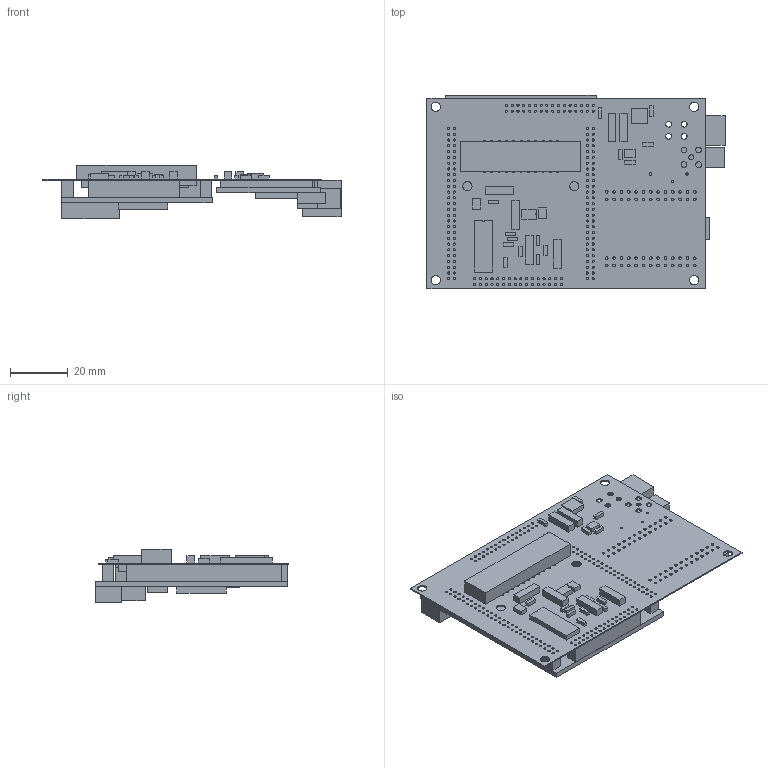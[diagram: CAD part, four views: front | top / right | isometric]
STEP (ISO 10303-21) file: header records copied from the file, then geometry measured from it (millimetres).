
FILE_DESCRIPTION(('Open CASCADE Model'),'2;1');
FILE_NAME('Open CASCADE Shape Model','2020-09-02T20:04:41',('Author'),( 'Open CASCADE'),'Open CASCADE STEP processor 6.8','Open CASCADE 6.8' ,'Unknown');
FILE_SCHEMA(('AUTOMOTIVE_DESIGN { 1 0 10303 214 1 1 1 1 }'));
Length unit declared in the file: millimetre
Products named in the file (104): PCB; Board; Open CASCADE STEP translator 6.8 1.1.1; D7; 6190683840; Extruded; DD7; 6190399408; X6; 6190679120; 6190678800; D9; 6190683600; X4; 6190683040; X3; 6190682640; X5; 6190680560; X2; C16; 6190682240; R4; 6190679520; C20; D2; 6190681760; D3; C18; 6190398448; C19; X1; 6190680000; R1; R5; R6; 6190396928; 6190396688; R2; R3 ...
Assembly tree (136 placements, depth 4):
  PCB
    Board
      Open CASCADE STEP translator 6.8 1.1.1
    D7
      6190683840
        Extruded
    DD7
      6190399408
        Extruded
    X6
      6190679120
        Extruded
      6190678800
        Extruded
    D9
      6190683600
        Extruded
    X4
      6190683040
        Extruded
    X3
      6190682640
        Extruded
    X5
      6190680560
        Extruded
    X2
      6190682640
        Extruded
    C16
      6190682240
        Extruded
    R4
      6190679520
        Extruded
    C20
      6190682240
        Extruded
    D2
      6190681760
        Extruded
    D3
      6190681760
        Extruded
    C18
      6190398448
        Extruded
    C19
      6190682240
        Extruded
    X1
      6190680000
        Extruded
    R1
      6190679520
        Extruded
    R5
      6190398448
        Extruded
    R6
Bounding box: 103.13 x 67.06 x 18.66 mm (x, y, z)
Volume: 23276.3 mm3; surface area: 34747.7 mm2
Topology: 59 solids, 59 shells, 669 faces, 1653 edges, 1102 vertices
Faces by surface type: plane 404, cylinder 265
Full cylindrical faces by diameter (mm): 0.75 x144, 0.762 x28, 0.9 x78, 1.7 x1, 2 x8, 3.2 x6
Entity records: 18283 total; most frequent: DIRECTION 3003, CARTESIAN_POINT 2703, ORIENTED_EDGE 2514, EDGE_CURVE 1257, AXIS2_PLACEMENT_3D 1138, FACE_BOUND 1001, EDGE_LOOP 1001, VERTEX_POINT 838
